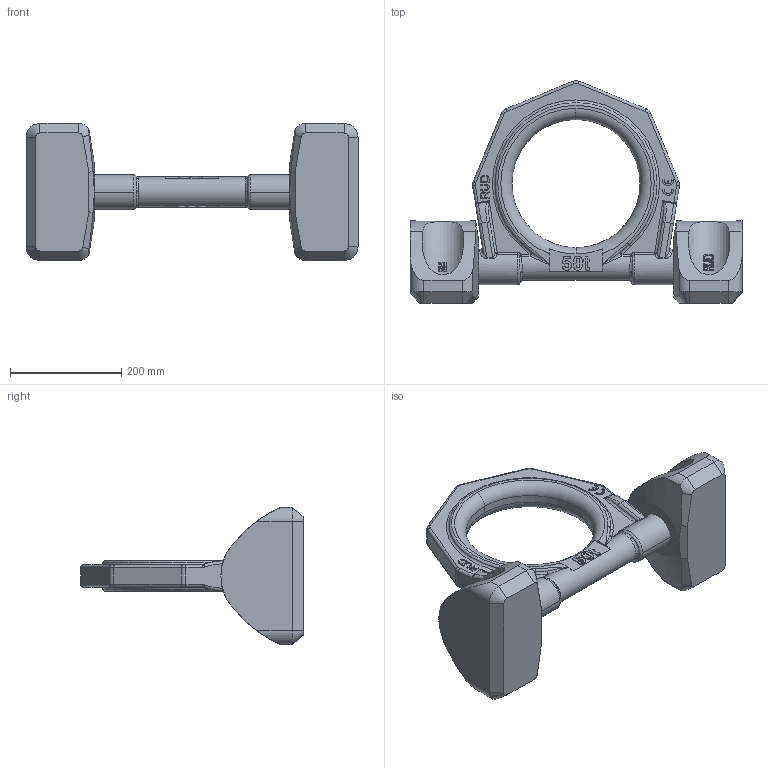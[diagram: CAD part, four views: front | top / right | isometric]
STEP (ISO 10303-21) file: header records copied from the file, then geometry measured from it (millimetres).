
FILE_DESCRIPTION((''),'2;1');
FILE_NAME('001-M35252-P-1_ASM','2019-02-01T',('anja.joas'),(''),'PRO/ENGINEER BY PARAMETRIC TECHNOLOGY CORPORATION, 2011490','PRO/ENGINEER BY PARAMETRIC TECHNOLOGY CORPORATION, 2011490','');
FILE_SCHEMA(('CONFIG_CONTROL_DESIGN'));
Length unit declared in the file: millimetre
Products named in the file (3): 001-M35133-P-1; 001-M35136-P-1; 001-M35252-P-1_ASM
Assembly tree (3 placements, depth 2):
  001-M35252-P-1_ASM
    001-M35133-P-1
    001-M35136-P-1  x2
Bounding box: 596 x 399.89 x 246 mm (x, y, z)
Volume: 9228423.3 mm3; surface area: 546217.6 mm2
Topology: 3 solids, 3 shells, 744 faces, 1988 edges, 1286 vertices
Faces by surface type: plane 475, cylinder 87, extrusion 70, torus 52, bspline 36, sphere 12, cone 12
Entity records: 22865 total; most frequent: CARTESIAN_POINT 8509, ORIENTED_EDGE 3208, DIRECTION 2545, EDGE_CURVE 1604, VERTEX_POINT 1032, VECTOR 1005, LINE 935, AXIS2_PLACEMENT_3D 770
